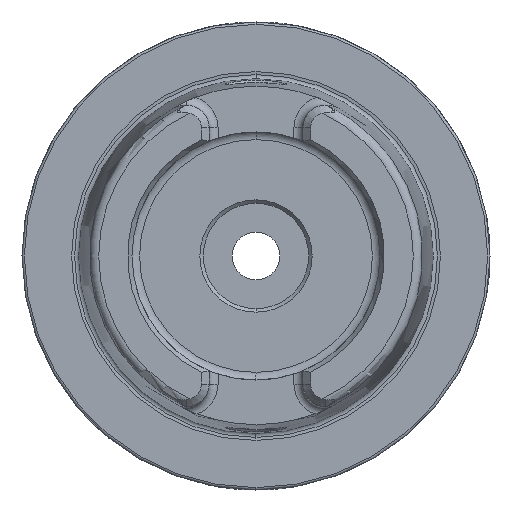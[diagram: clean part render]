
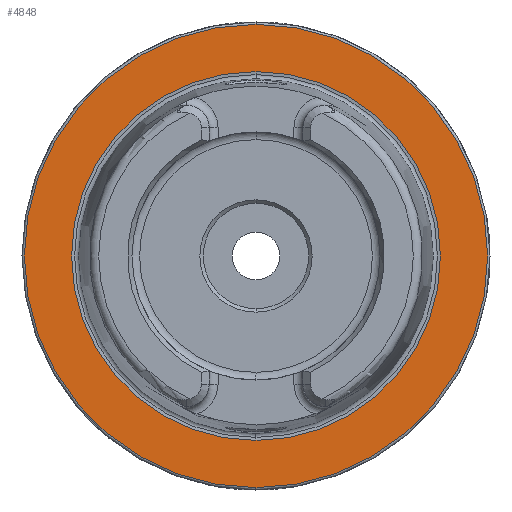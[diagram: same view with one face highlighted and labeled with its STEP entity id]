
A CAD part, left-side view. The second image highlights one B-rep face of the part: STEP entity #4848.
In plain terms, the highlighted planar face has unit normal (-1, 0, 0).
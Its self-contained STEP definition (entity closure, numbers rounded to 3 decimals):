
#253 = ORIENTED_EDGE ( 'NONE', *, *, #3417, .F. ) ;
#266 = CARTESIAN_POINT ( 'NONE',  ( 0., 0., 49.5 ) ) ;
#304 = DIRECTION ( 'NONE',  ( 0., 0., 1. ) ) ;
#526 = DIRECTION ( 'NONE',  ( -1., 0., 0. ) ) ;
#590 = AXIS2_PLACEMENT_3D ( 'NONE', #2880, #2856, #2824 ) ;
#990 = CARTESIAN_POINT ( 'NONE',  ( 0., 0., -39.405 ) ) ;
#1042 = CARTESIAN_POINT ( 'NONE',  ( 0., 49.5, 0. ) ) ;
#1069 = AXIS2_PLACEMENT_3D ( 'NONE', #1042, #2968, #7446 ) ;
#1255 = VERTEX_POINT ( 'NONE', #6384 ) ;
#1522 = CIRCLE ( 'NONE', #3858, 39.405 ) ;
#1604 = FACE_BOUND ( 'NONE', #7339, .T. ) ;
#2451 = ORIENTED_EDGE ( 'NONE', *, *, #7823, .T. ) ;
#2651 = CARTESIAN_POINT ( 'NONE',  ( 0., 0., 0. ) ) ;
#2824 = DIRECTION ( 'NONE',  ( 0., 0., 1. ) ) ;
#2856 = DIRECTION ( 'NONE',  ( -1., 0., 0. ) ) ;
#2880 = CARTESIAN_POINT ( 'NONE',  ( 0., 0., 0. ) ) ;
#2909 = CARTESIAN_POINT ( 'NONE',  ( 0., 0., -49.5 ) ) ;
#2946 = EDGE_CURVE ( 'NONE', #4843, #1255, #3698, .T. ) ;
#2968 = DIRECTION ( 'NONE',  ( 1., 0., 0. ) ) ;
#3092 = FACE_OUTER_BOUND ( 'NONE', #5684, .T. ) ;
#3263 = DIRECTION ( 'NONE',  ( 0., 0., 1. ) ) ;
#3417 = EDGE_CURVE ( 'NONE', #1255, #4843, #1522, .T. ) ;
#3698 = CIRCLE ( 'NONE', #590, 39.405 ) ;
#3800 = CIRCLE ( 'NONE', #7831, 49.5 ) ;
#3858 = AXIS2_PLACEMENT_3D ( 'NONE', #2651, #7127, #3263 ) ;
#4162 = DIRECTION ( 'NONE',  ( -1., 0., 0. ) ) ;
#4374 = EDGE_CURVE ( 'NONE', #7627, #6664, #3800, .T. ) ;
#4395 = CARTESIAN_POINT ( 'NONE',  ( 0., 0., 0. ) ) ;
#4843 = VERTEX_POINT ( 'NONE', #990 ) ;
#4848 = ADVANCED_FACE ( 'NONE', ( #1604, #3092 ), #6847, .F. ) ;
#5062 = DIRECTION ( 'NONE',  ( 0., 0., 1. ) ) ;
#5684 = EDGE_LOOP ( 'NONE', ( #2451, #8037 ) ) ;
#5806 = AXIS2_PLACEMENT_3D ( 'NONE', #4395, #526, #5062 ) ;
#6384 = CARTESIAN_POINT ( 'NONE',  ( 0., 0., 39.405 ) ) ;
#6664 = VERTEX_POINT ( 'NONE', #266 ) ;
#6847 = PLANE ( 'NONE',  #1069 ) ;
#7127 = DIRECTION ( 'NONE',  ( -1., 0., 0. ) ) ;
#7339 = EDGE_LOOP ( 'NONE', ( #253, #7583 ) ) ;
#7446 = DIRECTION ( 'NONE',  ( 0., 0., -1. ) ) ;
#7583 = ORIENTED_EDGE ( 'NONE', *, *, #2946, .F. ) ;
#7627 = VERTEX_POINT ( 'NONE', #2909 ) ;
#7739 = CIRCLE ( 'NONE', #5806, 49.5 ) ;
#7823 = EDGE_CURVE ( 'NONE', #6664, #7627, #7739, .T. ) ;
#7831 = AXIS2_PLACEMENT_3D ( 'NONE', #7954, #4162, #304 ) ;
#7954 = CARTESIAN_POINT ( 'NONE',  ( 0., 0., 0. ) ) ;
#8037 = ORIENTED_EDGE ( 'NONE', *, *, #4374, .T. ) ;
